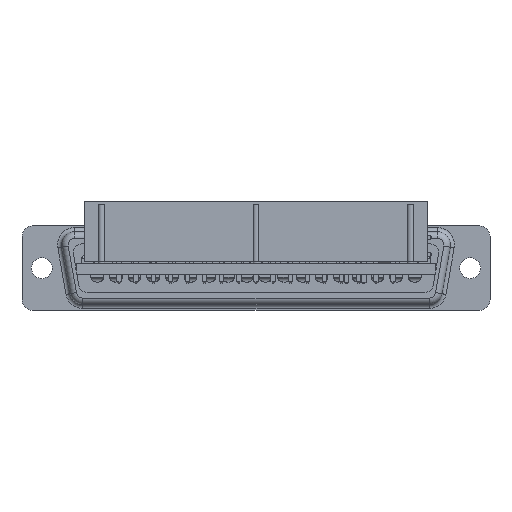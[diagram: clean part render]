
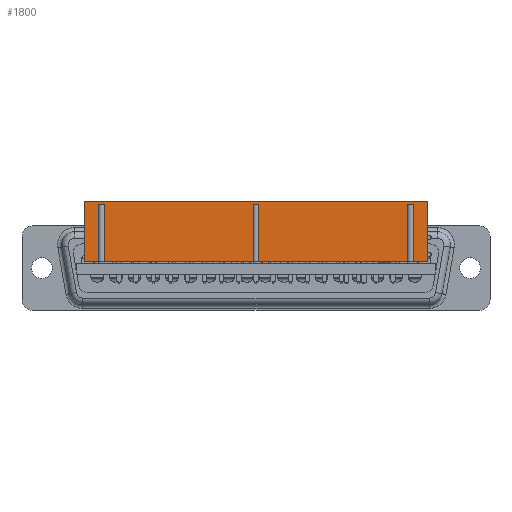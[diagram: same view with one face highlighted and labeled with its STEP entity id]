
A CAD part, front view. The second image highlights one B-rep face of the part: STEP entity #1800.
In plain terms, the highlighted face is planar.
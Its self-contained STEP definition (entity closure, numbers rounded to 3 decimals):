
#146 = EDGE_CURVE('',#147,#149,#151,.T.);
#147 = VERTEX_POINT('',#148);
#148 = CARTESIAN_POINT('',(5.695,5.1,0.25));
#149 = VERTEX_POINT('',#150);
#150 = CARTESIAN_POINT('',(5.695,5.1,9.1));
#151 = LINE('',#152,#153);
#152 = CARTESIAN_POINT('',(5.695,5.1,0.25));
#153 = VECTOR('',#154,1.);
#154 = DIRECTION('',(0.,0.,1.));
#211 = VERTEX_POINT('',#212);
#212 = CARTESIAN_POINT('',(5.695,-45.74,9.1));
#218 = EDGE_CURVE('',#211,#149,#219,.T.);
#219 = LINE('',#220,#221);
#220 = CARTESIAN_POINT('',(5.695,-45.74,9.1));
#221 = VECTOR('',#222,1.);
#222 = DIRECTION('',(0.,1.,0.));
#419 = VERTEX_POINT('',#420);
#420 = CARTESIAN_POINT('',(5.695,-45.74,0.25));
#426 = EDGE_CURVE('',#419,#211,#427,.T.);
#427 = LINE('',#428,#429);
#428 = CARTESIAN_POINT('',(5.695,-45.74,0.25));
#429 = VECTOR('',#430,1.);
#430 = DIRECTION('',(0.,0.,1.));
#466 = EDGE_CURVE('',#467,#147,#469,.T.);
#467 = VERTEX_POINT('',#468);
#468 = CARTESIAN_POINT('',(5.695,3.033,0.25));
#469 = LINE('',#470,#471);
#470 = CARTESIAN_POINT('',(5.695,-45.74,0.25));
#471 = VECTOR('',#472,1.);
#472 = DIRECTION('',(0.,1.,0.));
#484 = VERTEX_POINT('',#485);
#485 = CARTESIAN_POINT('',(5.695,2.167,0.25));
#492 = EDGE_CURVE('',#493,#484,#495,.T.);
#493 = VERTEX_POINT('',#494);
#494 = CARTESIAN_POINT('',(5.695,-19.887,0.25));
#495 = LINE('',#496,#497);
#496 = CARTESIAN_POINT('',(5.695,-45.74,0.25));
#497 = VECTOR('',#498,1.);
#498 = DIRECTION('',(0.,1.,0.));
#510 = VERTEX_POINT('',#511);
#511 = CARTESIAN_POINT('',(5.695,-20.753,0.25));
#518 = EDGE_CURVE('',#519,#510,#521,.T.);
#519 = VERTEX_POINT('',#520);
#520 = CARTESIAN_POINT('',(5.695,-42.807,0.25));
#521 = LINE('',#522,#523);
#522 = CARTESIAN_POINT('',(5.695,-45.74,0.25));
#523 = VECTOR('',#524,1.);
#524 = DIRECTION('',(0.,1.,0.));
#536 = VERTEX_POINT('',#537);
#537 = CARTESIAN_POINT('',(5.695,-43.673,0.25));
#544 = EDGE_CURVE('',#419,#536,#545,.T.);
#545 = LINE('',#546,#547);
#546 = CARTESIAN_POINT('',(5.695,-45.74,0.25));
#547 = VECTOR('',#548,1.);
#548 = DIRECTION('',(0.,1.,0.));
#1800 = ADVANCED_FACE('',(#1801),#1876,.T.);
#1801 = FACE_BOUND('',#1802,.T.);
#1802 = EDGE_LOOP('',(#1803,#1804,#1805,#1813,#1821,#1827,#1828,#1836,
    #1844,#1850,#1851,#1859,#1867,#1873,#1874,#1875));
#1803 = ORIENTED_EDGE('',*,*,#426,.F.);
#1804 = ORIENTED_EDGE('',*,*,#544,.T.);
#1805 = ORIENTED_EDGE('',*,*,#1806,.F.);
#1806 = EDGE_CURVE('',#1807,#536,#1809,.T.);
#1807 = VERTEX_POINT('',#1808);
#1808 = CARTESIAN_POINT('',(5.695,-43.673,8.75));
#1809 = LINE('',#1810,#1811);
#1810 = CARTESIAN_POINT('',(5.695,-43.673,0.25));
#1811 = VECTOR('',#1812,1.);
#1812 = DIRECTION('',(-0.,-0.,-1.));
#1813 = ORIENTED_EDGE('',*,*,#1814,.F.);
#1814 = EDGE_CURVE('',#1815,#1807,#1817,.T.);
#1815 = VERTEX_POINT('',#1816);
#1816 = CARTESIAN_POINT('',(5.695,-42.807,8.75));
#1817 = LINE('',#1818,#1819);
#1818 = CARTESIAN_POINT('',(5.695,-31.78,8.75));
#1819 = VECTOR('',#1820,1.);
#1820 = DIRECTION('',(0.,-1.,0.));
#1821 = ORIENTED_EDGE('',*,*,#1822,.T.);
#1822 = EDGE_CURVE('',#1815,#519,#1823,.T.);
#1823 = LINE('',#1824,#1825);
#1824 = CARTESIAN_POINT('',(5.695,-42.807,0.25));
#1825 = VECTOR('',#1826,1.);
#1826 = DIRECTION('',(-0.,-0.,-1.));
#1827 = ORIENTED_EDGE('',*,*,#518,.T.);
#1828 = ORIENTED_EDGE('',*,*,#1829,.F.);
#1829 = EDGE_CURVE('',#1830,#510,#1832,.T.);
#1830 = VERTEX_POINT('',#1831);
#1831 = CARTESIAN_POINT('',(5.695,-20.753,8.75));
#1832 = LINE('',#1833,#1834);
#1833 = CARTESIAN_POINT('',(5.695,-20.753,0.25));
#1834 = VECTOR('',#1835,1.);
#1835 = DIRECTION('',(-0.,-0.,-1.));
#1836 = ORIENTED_EDGE('',*,*,#1837,.F.);
#1837 = EDGE_CURVE('',#1838,#1830,#1840,.T.);
#1838 = VERTEX_POINT('',#1839);
#1839 = CARTESIAN_POINT('',(5.695,-19.887,8.75));
#1840 = LINE('',#1841,#1842);
#1841 = CARTESIAN_POINT('',(5.695,-20.32,8.75));
#1842 = VECTOR('',#1843,1.);
#1843 = DIRECTION('',(0.,-1.,0.));
#1844 = ORIENTED_EDGE('',*,*,#1845,.T.);
#1845 = EDGE_CURVE('',#1838,#493,#1846,.T.);
#1846 = LINE('',#1847,#1848);
#1847 = CARTESIAN_POINT('',(5.695,-19.887,0.25));
#1848 = VECTOR('',#1849,1.);
#1849 = DIRECTION('',(-0.,-0.,-1.));
#1850 = ORIENTED_EDGE('',*,*,#492,.T.);
#1851 = ORIENTED_EDGE('',*,*,#1852,.F.);
#1852 = EDGE_CURVE('',#1853,#484,#1855,.T.);
#1853 = VERTEX_POINT('',#1854);
#1854 = CARTESIAN_POINT('',(5.695,2.167,8.75));
#1855 = LINE('',#1856,#1857);
#1856 = CARTESIAN_POINT('',(5.695,2.167,0.25));
#1857 = VECTOR('',#1858,1.);
#1858 = DIRECTION('',(-0.,-0.,-1.));
#1859 = ORIENTED_EDGE('',*,*,#1860,.F.);
#1860 = EDGE_CURVE('',#1861,#1853,#1863,.T.);
#1861 = VERTEX_POINT('',#1862);
#1862 = CARTESIAN_POINT('',(5.695,3.033,8.75));
#1863 = LINE('',#1864,#1865);
#1864 = CARTESIAN_POINT('',(5.695,-8.86,8.75));
#1865 = VECTOR('',#1866,1.);
#1866 = DIRECTION('',(0.,-1.,0.));
#1867 = ORIENTED_EDGE('',*,*,#1868,.T.);
#1868 = EDGE_CURVE('',#1861,#467,#1869,.T.);
#1869 = LINE('',#1870,#1871);
#1870 = CARTESIAN_POINT('',(5.695,3.033,0.25));
#1871 = VECTOR('',#1872,1.);
#1872 = DIRECTION('',(-0.,-0.,-1.));
#1873 = ORIENTED_EDGE('',*,*,#466,.T.);
#1874 = ORIENTED_EDGE('',*,*,#146,.T.);
#1875 = ORIENTED_EDGE('',*,*,#218,.F.);
#1876 = PLANE('',#1877);
#1877 = AXIS2_PLACEMENT_3D('',#1878,#1879,#1880);
#1878 = CARTESIAN_POINT('',(5.695,-20.32,4.675));
#1879 = DIRECTION('',(1.,0.,0.));
#1880 = DIRECTION('',(0.,0.,1.));
